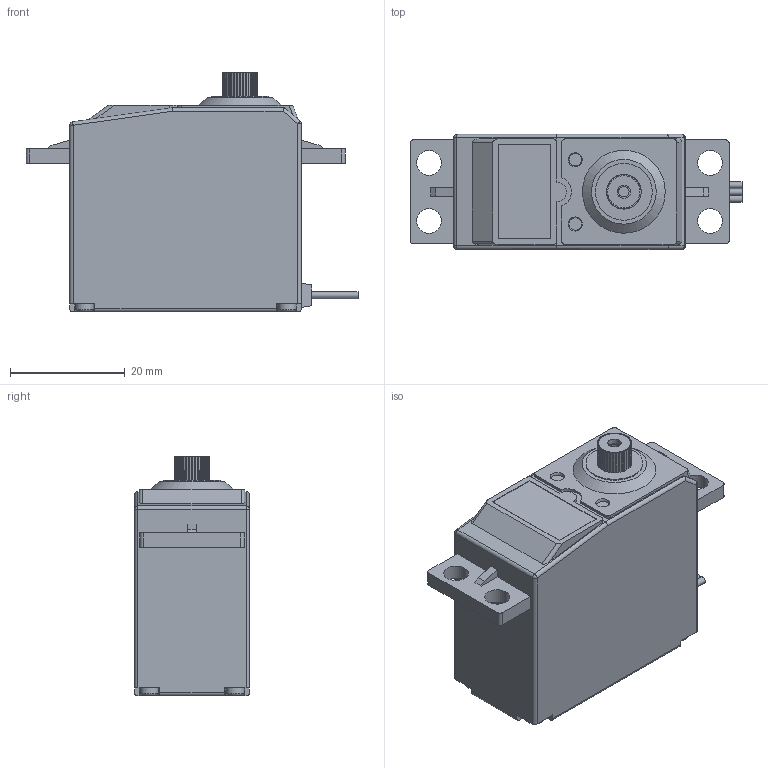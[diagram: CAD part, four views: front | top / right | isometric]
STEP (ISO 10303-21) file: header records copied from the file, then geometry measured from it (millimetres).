
FILE_DESCRIPTION(('FreeCAD Model'),'2;1');
FILE_NAME('Futaba3003.stp','2014-07-27T14:16:50' ,('FreeCAD'),('FreeCAD'),'Open CASCADE STEP processor 6.7','FreeCAD', 'Unknown');
FILE_SCHEMA(('AUTOMOTIVE_DESIGN_CC2 { 1 2 10303 214 -1 1 5 4 }'));
Length unit declared in the file: millimetre
Products named in the file (2): Servo-Futaba3003-final; servo-wires
Bounding box: 57.75 x 20 x 41.74 mm (x, y, z)
Volume: 29342.9 mm3; surface area: 8049.8 mm2
Topology: 4 solids, 12 shells, 378 faces, 974 edges, 640 vertices
Faces by surface type: plane 290, cylinder 73, sphere 4, bspline 4, torus 4, cone 3
Full cylindrical faces by diameter (mm): 1.62 x8, 1.8 x1, 2 x8, 2.3 x1, 3.3 x4, 4.3 x4, 6 x1, 9.9 x1
Entity records: 27004 total; most frequent: CARTESIAN_POINT 5110, DIRECTION 3515, LINE 2239, VECTOR 2239, ORIENTED_EDGE 1940, PCURVE 1940, DEFINITIONAL_REPRESENTATION 1940, EDGE_CURVE 970
